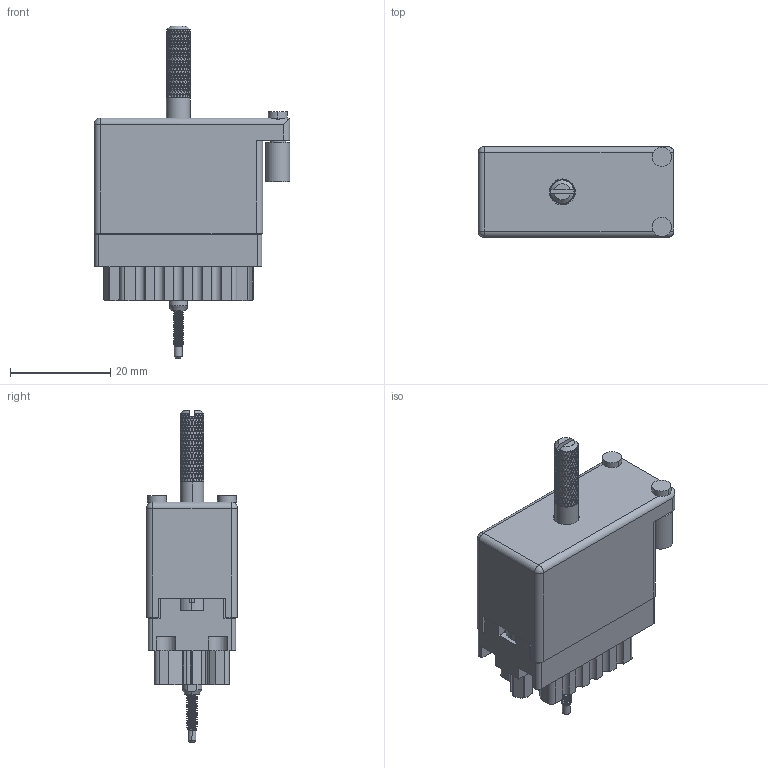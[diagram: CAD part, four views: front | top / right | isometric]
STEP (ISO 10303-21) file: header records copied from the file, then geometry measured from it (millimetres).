
FILE_DESCRIPTION (( 'STEP AP203' ), '1' );
FILE_NAME ('516-020-501-451.STEP', '2020-09-08T13:54:47', ( '' ), ( '' ), 'SwSTEP 2.0', 'SolidWorks 2020', '' );
FILE_SCHEMA (( 'CONFIG_CONTROL_DESIGN' ));
Products named in the file (13): 516-292-001_501 Contact; 516-253-025-100; 516-250-021-102; Actuating Screw Assy 020; 516-221-020-102_020; 516-221-020-102_021; 516-251-025-100; 516 Part Receptacle_020; 516-250-020-111; 516-020-501-451; 516-230-001_Metal - 020 Side Entry; 516-252-022-102; 516-252-021-102_020
Assembly tree (32 placements, depth 3):
  516-020-501-451
    516 Part Receptacle_020
    516-292-001_501 Contact  x20
    516-230-001_Metal - 020 Side Entry
    516-252-021-102_020  x2
    516-221-020-102_020
    Actuating Screw Assy 020
      516-251-025-100
      516-250-021-102
      516-250-020-111
      516-253-025-100
      516-252-022-102
    516-221-020-102_021
Bounding box: 39.12 x 18.16 x 66.29 mm (x, y, z)
Volume: 10774.2 mm3; surface area: 19982.6 mm2
Topology: 31 solids, 31 shells, 4967 faces, 12161 edges, 7264 vertices
Faces by surface type: bspline 2170, plane 1393, cylinder 1346, cone 56, sphere 2
Entity records: 193272 total; most frequent: CARTESIAN_POINT 134952, ORIENTED_EDGE 16226, EDGE_CURVE 8113, DIRECTION 6529, VERTEX_POINT 4582, EDGE_LOOP 3655, ADVANCED_FACE 3568, FACE_OUTER_BOUND 3568
